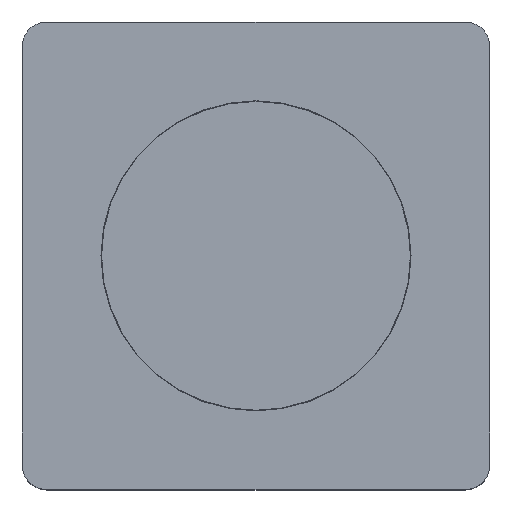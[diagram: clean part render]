
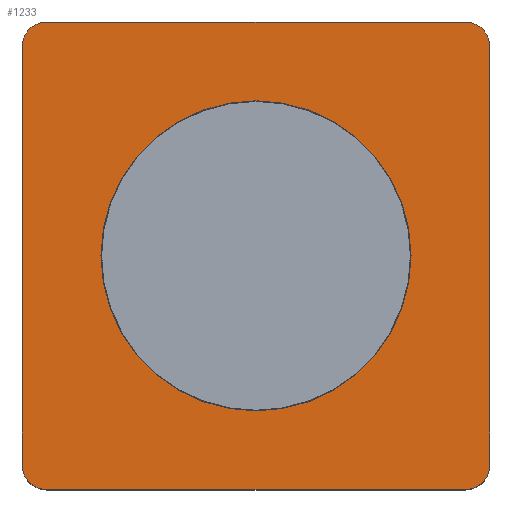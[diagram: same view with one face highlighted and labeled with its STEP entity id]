
A CAD part, top view. The second image highlights one B-rep face of the part: STEP entity #1233.
In plain terms, the highlighted planar face has unit normal (0, 0, 1).
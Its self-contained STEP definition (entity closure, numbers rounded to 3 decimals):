
#1136 = VERTEX_POINT('',#1137);
#1137 = CARTESIAN_POINT('',(1.7,1.9,1.65));
#1143 = EDGE_CURVE('',#1144,#1136,#1146,.T.);
#1144 = VERTEX_POINT('',#1145);
#1145 = CARTESIAN_POINT('',(1.9,1.7,1.65));
#1146 = CIRCLE('',#1147,0.2);
#1147 = AXIS2_PLACEMENT_3D('',#1148,#1149,#1150);
#1148 = CARTESIAN_POINT('',(1.7,1.7,1.65));
#1149 = DIRECTION('',(0.,-0.,1.));
#1150 = DIRECTION('',(0.,1.,0.));
#1177 = VERTEX_POINT('',#1178);
#1178 = CARTESIAN_POINT('',(1.7,-1.9,1.65));
#1184 = EDGE_CURVE('',#1185,#1177,#1187,.T.);
#1185 = VERTEX_POINT('',#1186);
#1186 = CARTESIAN_POINT('',(-1.7,-1.9,1.65));
#1187 = LINE('',#1188,#1189);
#1188 = CARTESIAN_POINT('',(-1.9,-1.9,1.65));
#1189 = VECTOR('',#1190,1.);
#1190 = DIRECTION('',(1.,0.,0.));
#1215 = EDGE_CURVE('',#1216,#1144,#1218,.T.);
#1216 = VERTEX_POINT('',#1217);
#1217 = CARTESIAN_POINT('',(1.9,-1.7,1.65));
#1218 = LINE('',#1219,#1220);
#1219 = CARTESIAN_POINT('',(1.9,-1.9,1.65));
#1220 = VECTOR('',#1221,1.);
#1221 = DIRECTION('',(0.,1.,0.));
#1233 = ADVANCED_FACE('',(#1234,#1254),#1298,.T.);
#1234 = FACE_BOUND('',#1235,.T.);
#1235 = EDGE_LOOP('',(#1236,#1247));
#1236 = ORIENTED_EDGE('',*,*,#1237,.T.);
#1237 = EDGE_CURVE('',#1238,#1240,#1242,.T.);
#1238 = VERTEX_POINT('',#1239);
#1239 = CARTESIAN_POINT('',(-1.26,0.,1.65));
#1240 = VERTEX_POINT('',#1241);
#1241 = CARTESIAN_POINT('',(0.,1.26,1.65));
#1242 = CIRCLE('',#1243,1.26);
#1243 = AXIS2_PLACEMENT_3D('',#1244,#1245,#1246);
#1244 = CARTESIAN_POINT('',(0.,0.,1.65));
#1245 = DIRECTION('',(0.,0.,-1.));
#1246 = DIRECTION('',(-1.,0.,0.));
#1247 = ORIENTED_EDGE('',*,*,#1248,.T.);
#1248 = EDGE_CURVE('',#1240,#1238,#1249,.T.);
#1249 = CIRCLE('',#1250,1.26);
#1250 = AXIS2_PLACEMENT_3D('',#1251,#1252,#1253);
#1251 = CARTESIAN_POINT('',(0.,0.,1.65));
#1252 = DIRECTION('',(0.,0.,-1.));
#1253 = DIRECTION('',(-1.,0.,0.));
#1254 = FACE_BOUND('',#1255,.T.);
#1255 = EDGE_LOOP('',(#1256,#1257,#1258,#1266,#1275,#1283,#1290,#1291));
#1256 = ORIENTED_EDGE('',*,*,#1215,.T.);
#1257 = ORIENTED_EDGE('',*,*,#1143,.T.);
#1258 = ORIENTED_EDGE('',*,*,#1259,.T.);
#1259 = EDGE_CURVE('',#1136,#1260,#1262,.T.);
#1260 = VERTEX_POINT('',#1261);
#1261 = CARTESIAN_POINT('',(-1.7,1.9,1.65));
#1262 = LINE('',#1263,#1264);
#1263 = CARTESIAN_POINT('',(1.9,1.9,1.65));
#1264 = VECTOR('',#1265,1.);
#1265 = DIRECTION('',(-1.,0.,0.));
#1266 = ORIENTED_EDGE('',*,*,#1267,.T.);
#1267 = EDGE_CURVE('',#1260,#1268,#1270,.T.);
#1268 = VERTEX_POINT('',#1269);
#1269 = CARTESIAN_POINT('',(-1.9,1.7,1.65));
#1270 = CIRCLE('',#1271,0.2);
#1271 = AXIS2_PLACEMENT_3D('',#1272,#1273,#1274);
#1272 = CARTESIAN_POINT('',(-1.7,1.7,1.65));
#1273 = DIRECTION('',(0.,-0.,1.));
#1274 = DIRECTION('',(0.,1.,0.));
#1275 = ORIENTED_EDGE('',*,*,#1276,.T.);
#1276 = EDGE_CURVE('',#1268,#1277,#1279,.T.);
#1277 = VERTEX_POINT('',#1278);
#1278 = CARTESIAN_POINT('',(-1.9,-1.7,1.65));
#1279 = LINE('',#1280,#1281);
#1280 = CARTESIAN_POINT('',(-1.9,1.9,1.65));
#1281 = VECTOR('',#1282,1.);
#1282 = DIRECTION('',(0.,-1.,0.));
#1283 = ORIENTED_EDGE('',*,*,#1284,.T.);
#1284 = EDGE_CURVE('',#1277,#1185,#1285,.T.);
#1285 = CIRCLE('',#1286,0.2);
#1286 = AXIS2_PLACEMENT_3D('',#1287,#1288,#1289);
#1287 = CARTESIAN_POINT('',(-1.7,-1.7,1.65));
#1288 = DIRECTION('',(0.,-0.,1.));
#1289 = DIRECTION('',(0.,1.,0.));
#1290 = ORIENTED_EDGE('',*,*,#1184,.T.);
#1291 = ORIENTED_EDGE('',*,*,#1292,.T.);
#1292 = EDGE_CURVE('',#1177,#1216,#1293,.T.);
#1293 = CIRCLE('',#1294,0.2);
#1294 = AXIS2_PLACEMENT_3D('',#1295,#1296,#1297);
#1295 = CARTESIAN_POINT('',(1.7,-1.7,1.65));
#1296 = DIRECTION('',(0.,-0.,1.));
#1297 = DIRECTION('',(0.,1.,0.));
#1298 = PLANE('',#1299);
#1299 = AXIS2_PLACEMENT_3D('',#1300,#1301,#1302);
#1300 = CARTESIAN_POINT('',(1.9,-1.9,1.65));
#1301 = DIRECTION('',(0.,0.,1.));
#1302 = DIRECTION('',(0.,1.,0.));
